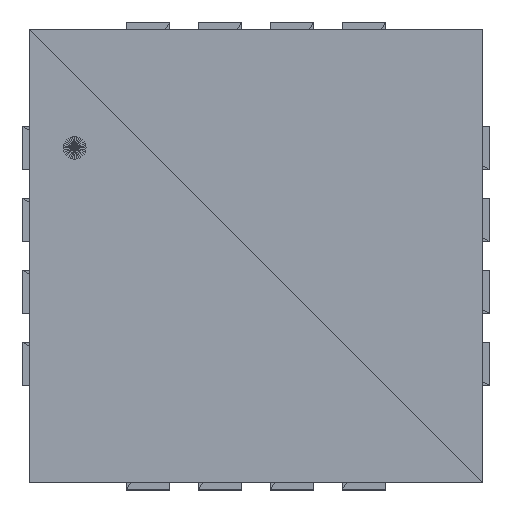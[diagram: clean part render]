
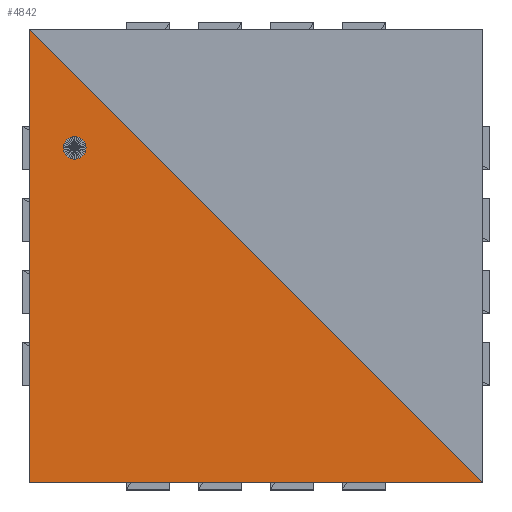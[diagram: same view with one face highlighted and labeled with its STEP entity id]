
A CAD part, top view. The second image highlights one B-rep face of the part: STEP entity #4842.
In plain terms, the highlighted planar face has unit normal (0, 0, 1).
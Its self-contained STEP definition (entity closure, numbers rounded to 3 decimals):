
#4842 = ADVANCED_FACE('',(#4843),#4857,.F.);
#4843 = FACE_BOUND('',#4844,.F.);
#4844 = EDGE_LOOP('',(#4845,#4868,#4884));
#4845 = ORIENTED_EDGE('',*,*,#4846,.T.);
#4846 = EDGE_CURVE('',#4847,#4849,#4851,.T.);
#4847 = VERTEX_POINT('',#4848);
#4848 = CARTESIAN_POINT('',(1.575,-1.575,1.));
#4849 = VERTEX_POINT('',#4850);
#4850 = CARTESIAN_POINT('',(-1.575,-1.575,1.));
#4851 = SURFACE_CURVE('',#4852,(#4856),.PCURVE_S1.);
#4852 = LINE('',#4853,#4854);
#4853 = CARTESIAN_POINT('',(1.575,-1.575,1.));
#4854 = VECTOR('',#4855,1.);
#4855 = DIRECTION('',(-1.,0.,0.));
#4856 = PCURVE('',#4857,#4862);
#4857 = PLANE('',#4858);
#4858 = AXIS2_PLACEMENT_3D('',#4859,#4860,#4861);
#4859 = CARTESIAN_POINT('',(-1.575,-1.575,1.));
#4860 = DIRECTION('',(0.,0.,-1.));
#4861 = DIRECTION('',(0.707,-0.707,0.));
#4862 = DEFINITIONAL_REPRESENTATION('',(#4863),#4867);
#4863 = LINE('',#4864,#4865);
#4864 = CARTESIAN_POINT('',(2.227,-2.227));
#4865 = VECTOR('',#4866,1.);
#4866 = DIRECTION('',(-0.707,0.707));
#4867 = ( GEOMETRIC_REPRESENTATION_CONTEXT(2) 
PARAMETRIC_REPRESENTATION_CONTEXT() REPRESENTATION_CONTEXT('2D SPACE',''
  ) );
#4868 = ORIENTED_EDGE('',*,*,#4869,.T.);
#4869 = EDGE_CURVE('',#4849,#4870,#4872,.T.);
#4870 = VERTEX_POINT('',#4871);
#4871 = CARTESIAN_POINT('',(-1.575,1.575,1.));
#4872 = SURFACE_CURVE('',#4873,(#4877),.PCURVE_S1.);
#4873 = LINE('',#4874,#4875);
#4874 = CARTESIAN_POINT('',(-1.575,-1.575,1.));
#4875 = VECTOR('',#4876,1.);
#4876 = DIRECTION('',(0.,1.,0.));
#4877 = PCURVE('',#4857,#4878);
#4878 = DEFINITIONAL_REPRESENTATION('',(#4879),#4883);
#4879 = LINE('',#4880,#4881);
#4880 = CARTESIAN_POINT('',(0.,0.));
#4881 = VECTOR('',#4882,1.);
#4882 = DIRECTION('',(-0.707,-0.707));
#4883 = ( GEOMETRIC_REPRESENTATION_CONTEXT(2) 
PARAMETRIC_REPRESENTATION_CONTEXT() REPRESENTATION_CONTEXT('2D SPACE',''
  ) );
#4884 = ORIENTED_EDGE('',*,*,#4885,.T.);
#4885 = EDGE_CURVE('',#4870,#4847,#4886,.T.);
#4886 = SURFACE_CURVE('',#4887,(#4891),.PCURVE_S1.);
#4887 = LINE('',#4888,#4889);
#4888 = CARTESIAN_POINT('',(-1.575,1.575,1.));
#4889 = VECTOR('',#4890,1.);
#4890 = DIRECTION('',(0.707,-0.707,0.));
#4891 = PCURVE('',#4857,#4892);
#4892 = DEFINITIONAL_REPRESENTATION('',(#4893),#4897);
#4893 = LINE('',#4894,#4895);
#4894 = CARTESIAN_POINT('',(-2.227,-2.227));
#4895 = VECTOR('',#4896,1.);
#4896 = DIRECTION('',(1.,0.));
#4897 = ( GEOMETRIC_REPRESENTATION_CONTEXT(2) 
PARAMETRIC_REPRESENTATION_CONTEXT() REPRESENTATION_CONTEXT('2D SPACE',''
  ) );
